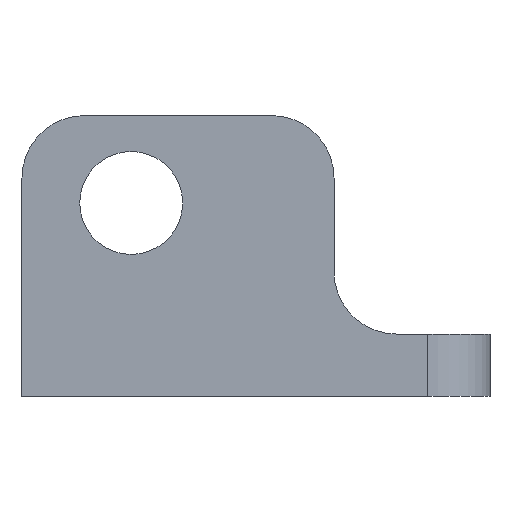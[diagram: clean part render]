
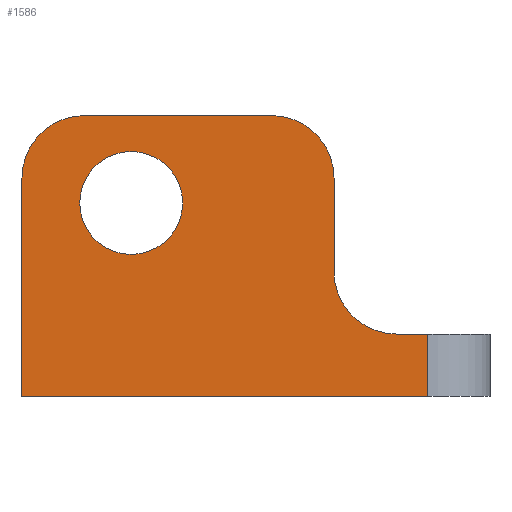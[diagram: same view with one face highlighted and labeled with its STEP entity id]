
A CAD part, left-side view. The second image highlights one B-rep face of the part: STEP entity #1586.
In plain terms, the highlighted planar face has unit normal (-1, 0, 0).
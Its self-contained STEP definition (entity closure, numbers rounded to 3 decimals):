
#8 = VECTOR ( 'NONE', #921, 1000. ) ;
#38 = DIRECTION ( 'NONE',  ( 1., 0., 0. ) ) ;
#39 = DIRECTION ( 'NONE',  ( 0., 0., -1. ) ) ;
#61 = AXIS2_PLACEMENT_3D ( 'NONE', #279, #777, #1288 ) ;
#73 = ORIENTED_EDGE ( 'NONE', *, *, #975, .T. ) ;
#75 = CARTESIAN_POINT ( 'NONE',  ( -12.5, -4.5, 2. ) ) ;
#106 = AXIS2_PLACEMENT_3D ( 'NONE', #972, #1197, #336 ) ;
#111 = VECTOR ( 'NONE', #1180, 1000. ) ;
#113 = CARTESIAN_POINT ( 'NONE',  ( -12.5, -5.5, 0. ) ) ;
#114 = EDGE_CURVE ( 'NONE', #945, #889, #343, .T. ) ;
#138 = VERTEX_POINT ( 'NONE', #1126 ) ;
#165 = EDGE_CURVE ( 'NONE', #1096, #1569, #934, .T. ) ;
#171 = CARTESIAN_POINT ( 'NONE',  ( -12.5, 7.5, 7. ) ) ;
#176 = LINE ( 'NONE', #1554, #1108 ) ;
#182 = CARTESIAN_POINT ( 'NONE',  ( -12.5, 7.5, 0. ) ) ;
#183 = VERTEX_POINT ( 'NONE', #75 ) ;
#226 = ORIENTED_EDGE ( 'NONE', *, *, #1596, .F. ) ;
#234 = ORIENTED_EDGE ( 'NONE', *, *, #1463, .T. ) ;
#275 = LINE ( 'NONE', #282, #8 ) ;
#279 = CARTESIAN_POINT ( 'NONE',  ( -12.5, 4., 6.2 ) ) ;
#282 = CARTESIAN_POINT ( 'NONE',  ( -12.5, 7.5, 9. ) ) ;
#292 = EDGE_CURVE ( 'NONE', #812, #358, #275, .T. ) ;
#297 = CIRCLE ( 'NONE', #1216, 2. ) ;
#307 = CARTESIAN_POINT ( 'NONE',  ( -12.5, 7.5, 0. ) ) ;
#336 = DIRECTION ( 'NONE',  ( 0., -1., 0. ) ) ;
#343 = CIRCLE ( 'NONE', #61, 1.65 ) ;
#358 = VERTEX_POINT ( 'NONE', #965 ) ;
#371 = VERTEX_POINT ( 'NONE', #422 ) ;
#407 = AXIS2_PLACEMENT_3D ( 'NONE', #1408, #757, #882 ) ;
#422 = CARTESIAN_POINT ( 'NONE',  ( -12.5, -2.5, 4. ) ) ;
#433 = CARTESIAN_POINT ( 'NONE',  ( -12.5, -2.5, 9. ) ) ;
#477 = VECTOR ( 'NONE', #1425, 1000. ) ;
#543 = CARTESIAN_POINT ( 'NONE',  ( -12.5, -4.5, 4. ) ) ;
#550 = DIRECTION ( 'NONE',  ( 0., 0., -1. ) ) ;
#552 = ORIENTED_EDGE ( 'NONE', *, *, #292, .F. ) ;
#573 = ORIENTED_EDGE ( 'NONE', *, *, #1016, .T. ) ;
#613 = VERTEX_POINT ( 'NONE', #920 ) ;
#647 = EDGE_LOOP ( 'NONE', ( #1495, #226 ) ) ;
#653 = FACE_OUTER_BOUND ( 'NONE', #723, .T. ) ;
#669 = DIRECTION ( 'NONE',  ( 1., 0., 0. ) ) ;
#691 = ORIENTED_EDGE ( 'NONE', *, *, #907, .T. ) ;
#713 = EDGE_CURVE ( 'NONE', #183, #138, #1460, .T. ) ;
#723 = EDGE_LOOP ( 'NONE', ( #1452, #234, #942, #73, #864, #691, #552, #573, #966 ) ) ;
#743 = EDGE_CURVE ( 'NONE', #613, #371, #1058, .T. ) ;
#757 = DIRECTION ( 'NONE',  ( -1., 0., 0. ) ) ;
#777 = DIRECTION ( 'NONE',  ( -1., 0., 0. ) ) ;
#786 = VECTOR ( 'NONE', #1179, 1000. ) ;
#810 = CIRCLE ( 'NONE', #106, 1.65 ) ;
#812 = VERTEX_POINT ( 'NONE', #1202 ) ;
#864 = ORIENTED_EDGE ( 'NONE', *, *, #743, .F. ) ;
#869 = CIRCLE ( 'NONE', #1083, 2. ) ;
#882 = DIRECTION ( 'NONE',  ( 0., 0., -1. ) ) ;
#889 = VERTEX_POINT ( 'NONE', #1543 ) ;
#907 = EDGE_CURVE ( 'NONE', #613, #358, #1619, .T. ) ;
#920 = CARTESIAN_POINT ( 'NONE',  ( -12.5, -2.5, 7. ) ) ;
#921 = DIRECTION ( 'NONE',  ( 0., -1., 0. ) ) ;
#934 = LINE ( 'NONE', #1563, #786 ) ;
#942 = ORIENTED_EDGE ( 'NONE', *, *, #713, .F. ) ;
#945 = VERTEX_POINT ( 'NONE', #1150 ) ;
#954 = DIRECTION ( 'NONE',  ( 0., 0., -1. ) ) ;
#965 = CARTESIAN_POINT ( 'NONE',  ( -12.5, -0.5, 9. ) ) ;
#966 = ORIENTED_EDGE ( 'NONE', *, *, #165, .T. ) ;
#972 = CARTESIAN_POINT ( 'NONE',  ( -12.5, 4., 6.2 ) ) ;
#975 = EDGE_CURVE ( 'NONE', #183, #371, #869, .T. ) ;
#1016 = EDGE_CURVE ( 'NONE', #812, #1096, #297, .T. ) ;
#1041 = VECTOR ( 'NONE', #1446, 1000. ) ;
#1057 = CARTESIAN_POINT ( 'NONE',  ( -12.5, 5.5, 7. ) ) ;
#1058 = LINE ( 'NONE', #433, #1041 ) ;
#1083 = AXIS2_PLACEMENT_3D ( 'NONE', #543, #669, #550 ) ;
#1096 = VERTEX_POINT ( 'NONE', #171 ) ;
#1108 = VECTOR ( 'NONE', #1177, 1000. ) ;
#1112 = CARTESIAN_POINT ( 'NONE',  ( -12.5, 7.5, 2. ) ) ;
#1126 = CARTESIAN_POINT ( 'NONE',  ( -12.5, -5.5, 2. ) ) ;
#1150 = CARTESIAN_POINT ( 'NONE',  ( -12.5, 2.35, 6.2 ) ) ;
#1156 = PLANE ( 'NONE',  #1544 ) ;
#1177 = DIRECTION ( 'NONE',  ( 0., 0., 1. ) ) ;
#1179 = DIRECTION ( 'NONE',  ( 0., 0., -1. ) ) ;
#1180 = DIRECTION ( 'NONE',  ( 0., -1., 0. ) ) ;
#1197 = DIRECTION ( 'NONE',  ( -1., 0., 0. ) ) ;
#1202 = CARTESIAN_POINT ( 'NONE',  ( -12.5, 5.5, 9. ) ) ;
#1216 = AXIS2_PLACEMENT_3D ( 'NONE', #1057, #1562, #39 ) ;
#1288 = DIRECTION ( 'NONE',  ( 0., -1., 0. ) ) ;
#1291 = LINE ( 'NONE', #307, #477 ) ;
#1309 = FACE_BOUND ( 'NONE', #647, .T. ) ;
#1374 = VERTEX_POINT ( 'NONE', #113 ) ;
#1408 = CARTESIAN_POINT ( 'NONE',  ( -12.5, -0.5, 7. ) ) ;
#1425 = DIRECTION ( 'NONE',  ( 0., -1., 0. ) ) ;
#1431 = CARTESIAN_POINT ( 'NONE',  ( -12.5, 7.5, 2. ) ) ;
#1446 = DIRECTION ( 'NONE',  ( 0., 0., -1. ) ) ;
#1452 = ORIENTED_EDGE ( 'NONE', *, *, #1560, .T. ) ;
#1460 = LINE ( 'NONE', #1112, #111 ) ;
#1463 = EDGE_CURVE ( 'NONE', #1374, #138, #176, .T. ) ;
#1495 = ORIENTED_EDGE ( 'NONE', *, *, #114, .F. ) ;
#1543 = CARTESIAN_POINT ( 'NONE',  ( -12.5, 5.65, 6.2 ) ) ;
#1544 = AXIS2_PLACEMENT_3D ( 'NONE', #1431, #38, #954 ) ;
#1554 = CARTESIAN_POINT ( 'NONE',  ( -12.5, -5.5, 2. ) ) ;
#1560 = EDGE_CURVE ( 'NONE', #1569, #1374, #1291, .T. ) ;
#1562 = DIRECTION ( 'NONE',  ( -1., 0., 0. ) ) ;
#1563 = CARTESIAN_POINT ( 'NONE',  ( -12.5, 7.5, 2. ) ) ;
#1569 = VERTEX_POINT ( 'NONE', #182 ) ;
#1586 = ADVANCED_FACE ( 'NONE', ( #1309, #653 ), #1156, .F. ) ;
#1596 = EDGE_CURVE ( 'NONE', #889, #945, #810, .T. ) ;
#1619 = CIRCLE ( 'NONE', #407, 2. ) ;
